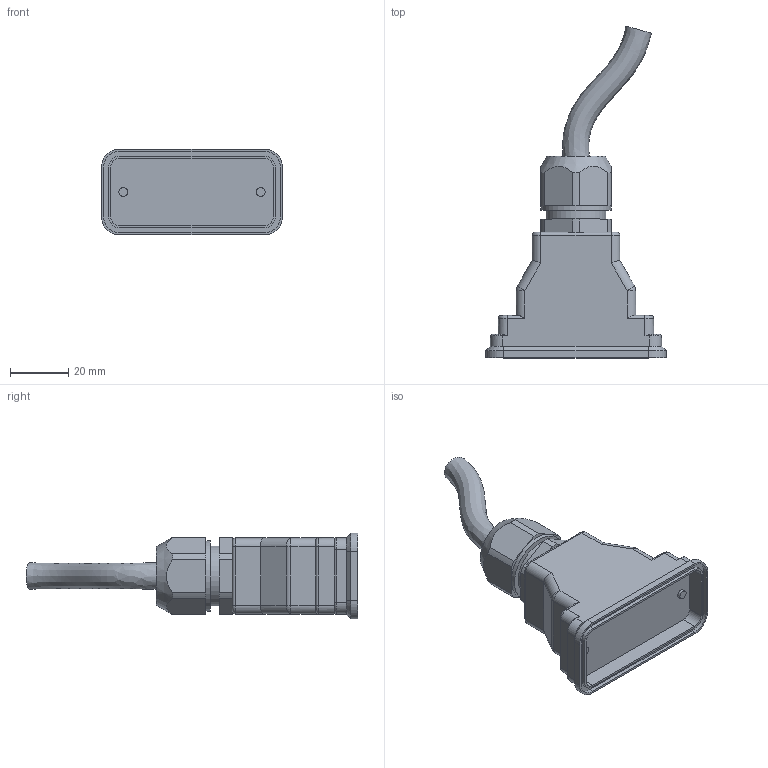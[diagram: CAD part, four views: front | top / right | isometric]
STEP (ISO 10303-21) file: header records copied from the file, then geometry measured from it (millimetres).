
FILE_DESCRIPTION(( 'SUB.D25.00.stp' ), '1');
FILE_NAME( 'SUB.D25.00.stp', '2019-03-07T08:27:30',( 'Sopra'),('sopra-pneumatic.com'), 'SwSTEP 2.0','SolidWorks 2009','' );
FILE_SCHEMA (('AUTOMOTIVE_DESIGN { 1 0 10303 214 3 1 1 }'));
Length unit declared in the file: millimetre
Products named in the file (1): 2300_25_##_10
Bounding box: 61.9 x 113.53 x 29.4 mm (x, y, z)
Volume: 55550.7 mm3; surface area: 13683.8 mm2
Topology: 1 solids, 1 shells, 164 faces, 410 edges, 252 vertices
Faces by surface type: plane 72, cylinder 70, torus 12, cone 5, sphere 4, bspline 1
Full cylindrical faces by diameter (mm): 3 x2, 20.5 x1, 24 x1
Entity records: 5056 total; most frequent: CARTESIAN_POINT 1035, DIRECTION 877, ORIENTED_EDGE 812, EDGE_CURVE 406, AXIS2_PLACEMENT_3D 327, VERTEX_POINT 252, LINE 223, VECTOR 223
